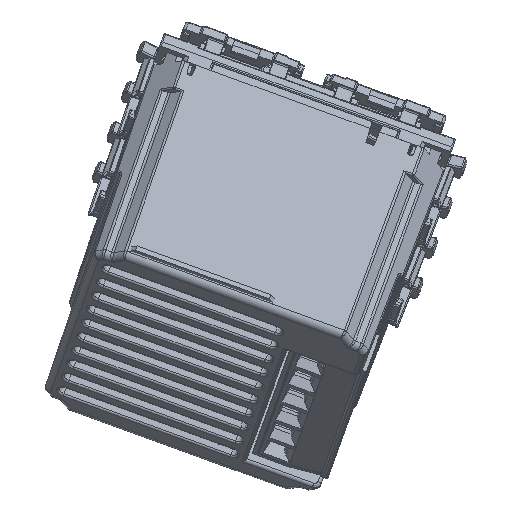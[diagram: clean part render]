
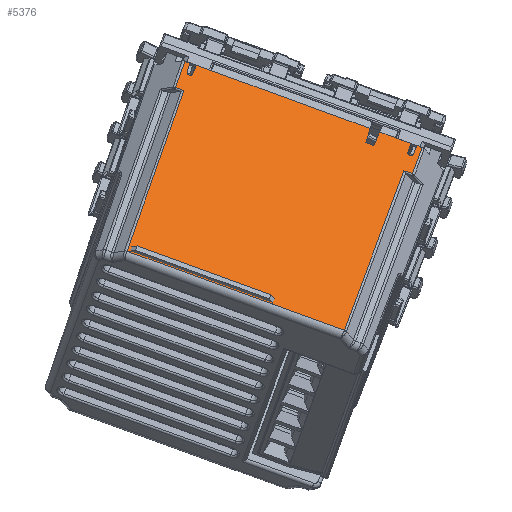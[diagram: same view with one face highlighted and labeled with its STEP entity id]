
A CAD part, left-side view. The second image highlights one B-rep face of the part: STEP entity #5376.
In plain terms, the highlighted face is planar.
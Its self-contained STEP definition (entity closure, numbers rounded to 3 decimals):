
#4228=CARTESIAN_POINT('Vertex',(22.425,-16.5,0.)) ;
#4231=CARTESIAN_POINT('Line Origine',(22.425,-15.338,0.)) ;
#4235=CARTESIAN_POINT('Vertex',(22.425,-14.175,0.)) ;
#4261=CARTESIAN_POINT('Vertex',(22.425,14.175,0.)) ;
#4266=CARTESIAN_POINT('Line Origine',(22.425,15.338,0.)) ;
#4270=CARTESIAN_POINT('Vertex',(22.425,16.5,0.)) ;
#4302=CARTESIAN_POINT('Vertex',(22.425,18.293,0.)) ;
#4346=CARTESIAN_POINT('Vertex',(22.425,17.5,0.)) ;
#4349=CARTESIAN_POINT('Line Origine',(22.425,17.896,0.)) ;
#4638=CARTESIAN_POINT('Vertex',(21.831,16.745,-34.017)) ;
#4641=CARTESIAN_POINT('Line Origine',(21.831,10.575,-34.017)) ;
#4645=CARTESIAN_POINT('Vertex',(21.831,-16.745,-34.017)) ;
#4999=CARTESIAN_POINT('Vertex',(22.341,18.258,-4.803)) ;
#5002=CARTESIAN_POINT('Line Origine',(22.128,18.17,-17.009)) ;
#5231=CARTESIAN_POINT('Axis2P3D Location',(22.425,0.,0.)) ;
#5236=CARTESIAN_POINT('Line Origine',(22.425,11.225,0.)) ;
#5240=CARTESIAN_POINT('Vertex',(22.425,0.,0.)) ;
#5242=CARTESIAN_POINT('Vertex',(22.425,10.268,0.)) ;
#5245=CARTESIAN_POINT('Line Origine',(22.425,11.225,0.)) ;
#5251=CARTESIAN_POINT('Control Point',(22.425,-16.5,0.)) ;
#5252=CARTESIAN_POINT('Control Point',(22.397,-16.584,-1.605)) ;
#5253=CARTESIAN_POINT('Vertex',(22.397,-16.584,-1.605)) ;
#5257=CARTESIAN_POINT('Control Point',(22.397,-17.416,-1.605)) ;
#5258=CARTESIAN_POINT('Control Point',(22.393,-17.403,-1.858)) ;
#5259=CARTESIAN_POINT('Control Point',(22.388,-17.199,-2.11)) ;
#5260=CARTESIAN_POINT('Control Point',(22.388,-16.801,-2.11)) ;
#5261=CARTESIAN_POINT('Control Point',(22.393,-16.597,-1.858)) ;
#5262=CARTESIAN_POINT('Control Point',(22.397,-16.584,-1.605)) ;
#5263=CARTESIAN_POINT('Vertex',(22.397,-17.416,-1.605)) ;
#5267=CARTESIAN_POINT('Control Point',(22.425,-17.5,0.)) ;
#5268=CARTESIAN_POINT('Control Point',(22.397,-17.416,-1.605)) ;
#5269=CARTESIAN_POINT('Vertex',(22.425,-17.5,0.)) ;
#5272=CARTESIAN_POINT('Line Origine',(22.425,11.225,0.)) ;
#5276=CARTESIAN_POINT('Vertex',(22.425,-18.293,0.)) ;
#5280=CARTESIAN_POINT('Control Point',(22.425,-18.293,0.)) ;
#5281=CARTESIAN_POINT('Control Point',(22.341,-18.258,-4.803)) ;
#5282=CARTESIAN_POINT('Vertex',(22.341,-18.258,-4.803)) ;
#5285=CARTESIAN_POINT('Line Origine',(22.341,11.225,-4.803)) ;
#5289=CARTESIAN_POINT('Vertex',(22.341,-16.957,-4.803)) ;
#5293=CARTESIAN_POINT('Control Point',(21.831,-16.745,-34.017)) ;
#5294=CARTESIAN_POINT('Control Point',(22.341,-16.957,-4.803)) ;
#5297=CARTESIAN_POINT('Control Point',(21.831,16.745,-34.017)) ;
#5298=CARTESIAN_POINT('Control Point',(22.341,16.957,-4.803)) ;
#5299=CARTESIAN_POINT('Vertex',(22.341,16.957,-4.803)) ;
#5302=CARTESIAN_POINT('Line Origine',(22.341,11.225,-4.803)) ;
#5308=CARTESIAN_POINT('Control Point',(22.425,17.5,0.)) ;
#5309=CARTESIAN_POINT('Control Point',(22.397,17.416,-1.605)) ;
#5310=CARTESIAN_POINT('Vertex',(22.397,17.416,-1.605)) ;
#5314=CARTESIAN_POINT('Control Point',(22.397,17.416,-1.605)) ;
#5315=CARTESIAN_POINT('Control Point',(22.393,17.403,-1.858)) ;
#5316=CARTESIAN_POINT('Control Point',(22.388,17.199,-2.11)) ;
#5317=CARTESIAN_POINT('Control Point',(22.388,16.801,-2.11)) ;
#5318=CARTESIAN_POINT('Control Point',(22.393,16.597,-1.858)) ;
#5319=CARTESIAN_POINT('Control Point',(22.397,16.584,-1.605)) ;
#5320=CARTESIAN_POINT('Vertex',(22.397,16.584,-1.605)) ;
#5324=CARTESIAN_POINT('Control Point',(22.425,16.5,0.)) ;
#5325=CARTESIAN_POINT('Control Point',(22.397,16.584,-1.605)) ;
#5327=CARTESIAN_POINT('Line Origine',(22.425,11.225,0.)) ;
#5331=CARTESIAN_POINT('Vertex',(22.425,11.732,0.)) ;
#5335=CARTESIAN_POINT('Control Point',(22.381,11.6,-2.525)) ;
#5336=CARTESIAN_POINT('Control Point',(22.425,11.732,0.)) ;
#5337=CARTESIAN_POINT('Vertex',(22.381,11.6,-2.525)) ;
#5340=CARTESIAN_POINT('Line Origine',(22.381,11.225,-2.525)) ;
#5344=CARTESIAN_POINT('Vertex',(22.381,10.4,-2.525)) ;
#5348=CARTESIAN_POINT('Control Point',(22.381,10.4,-2.525)) ;
#5349=CARTESIAN_POINT('Control Point',(22.425,10.268,0.)) ;
#4232=DIRECTION('Vector Direction',(0.,1.,0.)) ;
#4267=DIRECTION('Vector Direction',(0.,1.,0.)) ;
#4350=DIRECTION('Vector Direction',(0.,1.,0.)) ;
#4642=DIRECTION('Vector Direction',(0.,1.,0.)) ;
#5003=DIRECTION('Vector Direction',(0.017,0.007,1.)) ;
#5232=DIRECTION('Axis2P3D Direction',(1.,0.,-0.017)) ;
#5233=DIRECTION('Axis2P3D XDirection',(0.,1.,0.)) ;
#5237=DIRECTION('Vector Direction',(0.,1.,0.)) ;
#5246=DIRECTION('Vector Direction',(0.,1.,0.)) ;
#5273=DIRECTION('Vector Direction',(0.,1.,0.)) ;
#5286=DIRECTION('Vector Direction',(0.,1.,0.)) ;
#5303=DIRECTION('Vector Direction',(0.,1.,0.)) ;
#5328=DIRECTION('Vector Direction',(0.,1.,0.)) ;
#5341=DIRECTION('Vector Direction',(0.,1.,0.)) ;
#5234=AXIS2_PLACEMENT_3D('Plane Axis2P3D',#5231,#5232,#5233) ;
#5352=ORIENTED_EDGE('',*,*,#5244,.F.) ;
#5353=ORIENTED_EDGE('',*,*,#5249,.T.) ;
#5354=ORIENTED_EDGE('',*,*,#4237,.T.) ;
#5355=ORIENTED_EDGE('',*,*,#5255,.T.) ;
#5356=ORIENTED_EDGE('',*,*,#5265,.F.) ;
#5357=ORIENTED_EDGE('',*,*,#5271,.F.) ;
#5358=ORIENTED_EDGE('',*,*,#5278,.T.) ;
#5359=ORIENTED_EDGE('',*,*,#5284,.F.) ;
#5360=ORIENTED_EDGE('',*,*,#5291,.F.) ;
#5361=ORIENTED_EDGE('',*,*,#5295,.T.) ;
#5362=ORIENTED_EDGE('',*,*,#4647,.T.) ;
#5363=ORIENTED_EDGE('',*,*,#5301,.F.) ;
#5364=ORIENTED_EDGE('',*,*,#5306,.T.) ;
#5365=ORIENTED_EDGE('',*,*,#5006,.T.) ;
#5366=ORIENTED_EDGE('',*,*,#4353,.F.) ;
#5367=ORIENTED_EDGE('',*,*,#5312,.T.) ;
#5368=ORIENTED_EDGE('',*,*,#5322,.T.) ;
#5369=ORIENTED_EDGE('',*,*,#5326,.F.) ;
#5370=ORIENTED_EDGE('',*,*,#4272,.F.) ;
#5371=ORIENTED_EDGE('',*,*,#5333,.F.) ;
#5372=ORIENTED_EDGE('',*,*,#5339,.F.) ;
#5373=ORIENTED_EDGE('',*,*,#5346,.F.) ;
#5374=ORIENTED_EDGE('',*,*,#5350,.T.) ;
#4233=VECTOR('Line Direction',#4232,1.) ;
#4268=VECTOR('Line Direction',#4267,1.) ;
#4351=VECTOR('Line Direction',#4350,1.) ;
#4643=VECTOR('Line Direction',#4642,1.) ;
#5004=VECTOR('Line Direction',#5003,1.) ;
#5238=VECTOR('Line Direction',#5237,1.) ;
#5247=VECTOR('Line Direction',#5246,1.) ;
#5274=VECTOR('Line Direction',#5273,1.) ;
#5287=VECTOR('Line Direction',#5286,1.) ;
#5304=VECTOR('Line Direction',#5303,1.) ;
#5329=VECTOR('Line Direction',#5328,1.) ;
#5342=VECTOR('Line Direction',#5341,1.) ;
#5376=ADVANCED_FACE('PartBody',(#5375),#5235,.T.) ;
#5250=B_SPLINE_CURVE_WITH_KNOTS('',1,(#5251,#5252),.UNSPECIFIED.,.F.,.U.,(2,2),(-0.804,0.804),.UNSPECIFIED.) ;
#5256=B_SPLINE_CURVE_WITH_KNOTS('',5,(#5257,#5258,#5259,#5260,#5261,#5262),.UNSPECIFIED.,.F.,.U.,(6,6),(0.,1.789),.UNSPECIFIED.) ;
#5266=B_SPLINE_CURVE_WITH_KNOTS('',1,(#5267,#5268),.UNSPECIFIED.,.F.,.U.,(2,2),(-0.804,0.804),.UNSPECIFIED.) ;
#5279=B_SPLINE_CURVE_WITH_KNOTS('',1,(#5280,#5281),.UNSPECIFIED.,.F.,.U.,(2,2),(-17.012,-12.207),.UNSPECIFIED.) ;
#5292=B_SPLINE_CURVE_WITH_KNOTS('',1,(#5293,#5294),.UNSPECIFIED.,.F.,.U.,(2,2),(-17.012,12.207),.UNSPECIFIED.) ;
#5296=B_SPLINE_CURVE_WITH_KNOTS('',1,(#5297,#5298),.UNSPECIFIED.,.F.,.U.,(2,2),(-17.012,12.207),.UNSPECIFIED.) ;
#5307=B_SPLINE_CURVE_WITH_KNOTS('',1,(#5308,#5309),.UNSPECIFIED.,.F.,.U.,(2,2),(-0.804,0.804),.UNSPECIFIED.) ;
#5313=B_SPLINE_CURVE_WITH_KNOTS('',5,(#5314,#5315,#5316,#5317,#5318,#5319),.UNSPECIFIED.,.F.,.U.,(6,6),(0.,1.789),.UNSPECIFIED.) ;
#5323=B_SPLINE_CURVE_WITH_KNOTS('',1,(#5324,#5325),.UNSPECIFIED.,.F.,.U.,(2,2),(-0.804,0.804),.UNSPECIFIED.) ;
#5334=B_SPLINE_CURVE_WITH_KNOTS('',1,(#5335,#5336),.UNSPECIFIED.,.F.,.U.,(2,2),(-1.264,1.264),.UNSPECIFIED.) ;
#5347=B_SPLINE_CURVE_WITH_KNOTS('',1,(#5348,#5349),.UNSPECIFIED.,.F.,.U.,(2,2),(-1.264,1.264),.UNSPECIFIED.) ;
#4237=EDGE_CURVE('',#4236,#4229,#4234,.F.) ;
#4272=EDGE_CURVE('',#4262,#4271,#4269,.T.) ;
#4353=EDGE_CURVE('',#4347,#4303,#4352,.T.) ;
#4647=EDGE_CURVE('',#4646,#4639,#4644,.T.) ;
#5006=EDGE_CURVE('',#5000,#4303,#5005,.T.) ;
#5244=EDGE_CURVE('',#5241,#5243,#5239,.T.) ;
#5249=EDGE_CURVE('',#5241,#4236,#5248,.F.) ;
#5255=EDGE_CURVE('',#4229,#5254,#5250,.T.) ;
#5265=EDGE_CURVE('',#5264,#5254,#5256,.T.) ;
#5271=EDGE_CURVE('',#5270,#5264,#5266,.T.) ;
#5278=EDGE_CURVE('',#5270,#5277,#5275,.F.) ;
#5284=EDGE_CURVE('',#5283,#5277,#5279,.F.) ;
#5291=EDGE_CURVE('',#5290,#5283,#5288,.F.) ;
#5295=EDGE_CURVE('',#5290,#4646,#5292,.F.) ;
#5301=EDGE_CURVE('',#5300,#4639,#5296,.F.) ;
#5306=EDGE_CURVE('',#5300,#5000,#5305,.T.) ;
#5312=EDGE_CURVE('',#4347,#5311,#5307,.T.) ;
#5322=EDGE_CURVE('',#5311,#5321,#5313,.T.) ;
#5326=EDGE_CURVE('',#4271,#5321,#5323,.T.) ;
#5333=EDGE_CURVE('',#5332,#4262,#5330,.T.) ;
#5339=EDGE_CURVE('',#5338,#5332,#5334,.T.) ;
#5346=EDGE_CURVE('',#5345,#5338,#5343,.T.) ;
#5350=EDGE_CURVE('',#5345,#5243,#5347,.T.) ;
#5351=EDGE_LOOP('',(#5352,#5353,#5354,#5355,#5356,#5357,#5358,#5359,#5360,#5361,#5362,#5363,#5364,#5365,#5366,#5367,#5368,#5369,#5370,#5371,#5372,#5373,#5374)) ;
#5375=FACE_OUTER_BOUND('',#5351,.T.) ;
#4234=LINE('Line',#4231,#4233) ;
#4269=LINE('Line',#4266,#4268) ;
#4352=LINE('Line',#4349,#4351) ;
#4644=LINE('Line',#4641,#4643) ;
#5005=LINE('Line',#5002,#5004) ;
#5239=LINE('Line',#5236,#5238) ;
#5248=LINE('Line',#5245,#5247) ;
#5275=LINE('Line',#5272,#5274) ;
#5288=LINE('Line',#5285,#5287) ;
#5305=LINE('Line',#5302,#5304) ;
#5330=LINE('Line',#5327,#5329) ;
#5343=LINE('Line',#5340,#5342) ;
#5235=PLANE('',#5234) ;
#4229=VERTEX_POINT('',#4228) ;
#4236=VERTEX_POINT('',#4235) ;
#4262=VERTEX_POINT('',#4261) ;
#4271=VERTEX_POINT('',#4270) ;
#4303=VERTEX_POINT('',#4302) ;
#4347=VERTEX_POINT('',#4346) ;
#4639=VERTEX_POINT('',#4638) ;
#4646=VERTEX_POINT('',#4645) ;
#5000=VERTEX_POINT('',#4999) ;
#5241=VERTEX_POINT('',#5240) ;
#5243=VERTEX_POINT('',#5242) ;
#5254=VERTEX_POINT('',#5253) ;
#5264=VERTEX_POINT('',#5263) ;
#5270=VERTEX_POINT('',#5269) ;
#5277=VERTEX_POINT('',#5276) ;
#5283=VERTEX_POINT('',#5282) ;
#5290=VERTEX_POINT('',#5289) ;
#5300=VERTEX_POINT('',#5299) ;
#5311=VERTEX_POINT('',#5310) ;
#5321=VERTEX_POINT('',#5320) ;
#5332=VERTEX_POINT('',#5331) ;
#5338=VERTEX_POINT('',#5337) ;
#5345=VERTEX_POINT('',#5344) ;
